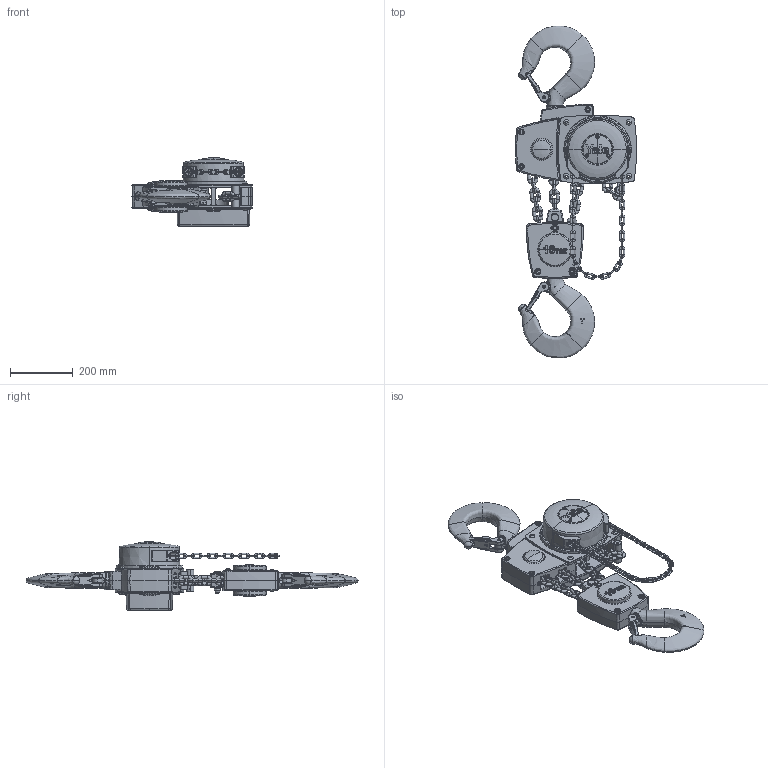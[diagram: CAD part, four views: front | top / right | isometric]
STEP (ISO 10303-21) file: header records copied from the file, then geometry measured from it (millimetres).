
FILE_DESCRIPTION (( 'STEP AP203' ), '1' );
FILE_NAME ('YL III 10t.STEP', '2013-02-26T13:12:02', ( '' ), ( '' ), 'SwSTEP 2.0', 'SolidWorks 2011', '' );
FILE_SCHEMA (( 'CONFIG_CONTROL_DESIGN' ));
Products named in the file (1): YL III 10t
Bounding box: 385.81 x 1059.94 x 219.25 mm (x, y, z)
Surface area: 1069005.1 mm2 (no closed solid volume)
Topology: 0 solids, 177 shells, 2348 faces, 7468 edges, 5071 vertices
Faces by surface type: cylinder 729, torus 715, plane 370, bspline 343, cone 109, sphere 82
Entity records: 135474 total; most frequent: CARTESIAN_POINT 73071, DIRECTION 13484, ORIENTED_EDGE 11640, EDGE_CURVE 7391, AXIS2_PLACEMENT_3D 5758, VERTEX_POINT 5027, CIRCLE 3752, EDGE_LOOP 2609
